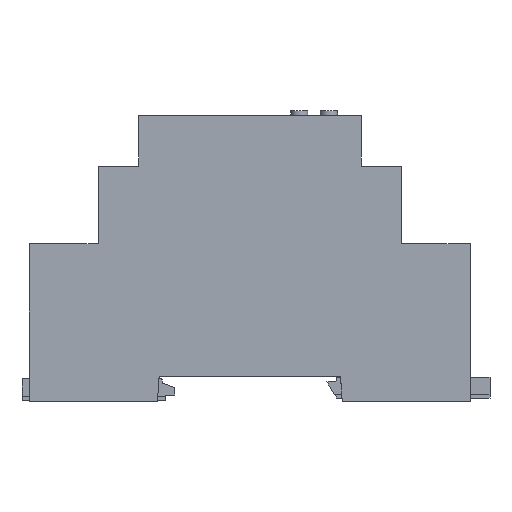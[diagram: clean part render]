
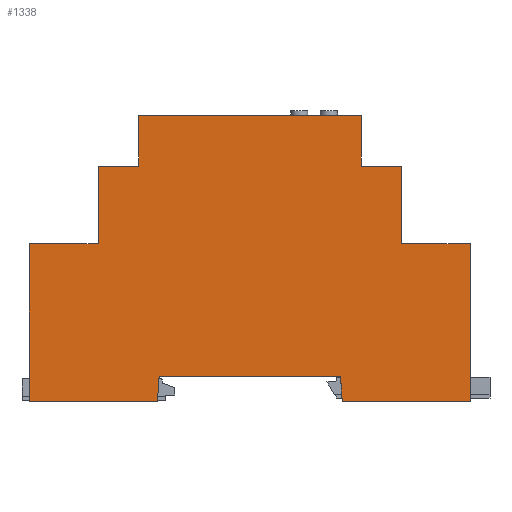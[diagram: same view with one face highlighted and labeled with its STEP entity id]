
A CAD part, left-side view. The second image highlights one B-rep face of the part: STEP entity #1338.
In plain terms, the highlighted planar face has unit normal (-1, 0, 0).
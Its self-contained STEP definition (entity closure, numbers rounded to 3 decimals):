
#1338=ADVANCED_FACE('',(#5725),#5727,.T.);
#5725=FACE_BOUND('',#5726,.T.);
#5726=EDGE_LOOP('',(#9674,#9675,#9676,#9677,#9678,#9679,#9680,#9681,#9682,#9683,
#9684,#9685,#9686,#9687,#9688,#9689));
#5727=PLANE('',#5728);
#5728=AXIS2_PLACEMENT_3D('',#5729,#5730,#5731);
#5729=CARTESIAN_POINT('',(-35.5,0.,0.));
#5730=DIRECTION('',(-1.,0.,0.));
#5731=DIRECTION('',(0.,0.,-1.));
#9674=ORIENTED_EDGE('',*,*,#12405,.T.);
#9675=ORIENTED_EDGE('',*,*,#12406,.T.);
#9676=ORIENTED_EDGE('',*,*,#12407,.T.);
#9677=ORIENTED_EDGE('',*,*,#12408,.T.);
#9678=ORIENTED_EDGE('',*,*,#12409,.T.);
#9679=ORIENTED_EDGE('',*,*,#12410,.T.);
#9680=ORIENTED_EDGE('',*,*,#12411,.T.);
#9681=ORIENTED_EDGE('',*,*,#12412,.T.);
#9682=ORIENTED_EDGE('',*,*,#12413,.T.);
#9683=ORIENTED_EDGE('',*,*,#12414,.T.);
#9684=ORIENTED_EDGE('',*,*,#12415,.T.);
#9685=ORIENTED_EDGE('',*,*,#12386,.T.);
#9686=ORIENTED_EDGE('',*,*,#12404,.T.);
#9687=ORIENTED_EDGE('',*,*,#12416,.T.);
#9688=ORIENTED_EDGE('',*,*,#12417,.T.);
#9689=ORIENTED_EDGE('',*,*,#12418,.T.);
#12386=EDGE_CURVE('',#14297,#14295,#14298,.T.);
#12404=EDGE_CURVE('',#14295,#14329,#14331,.T.);
#12405=EDGE_CURVE('',#14332,#14333,#14334,.T.);
#12406=EDGE_CURVE('',#14333,#14335,#14336,.T.);
#12407=EDGE_CURVE('',#14335,#14337,#14338,.T.);
#12408=EDGE_CURVE('',#14337,#14339,#14340,.T.);
#12409=EDGE_CURVE('',#14339,#14341,#14342,.T.);
#12410=EDGE_CURVE('',#14341,#14343,#14344,.T.);
#12411=EDGE_CURVE('',#14343,#14345,#14346,.T.);
#12412=EDGE_CURVE('',#14345,#14347,#14348,.T.);
#12413=EDGE_CURVE('',#14347,#14349,#14350,.T.);
#12414=EDGE_CURVE('',#14349,#14351,#14352,.T.);
#12415=EDGE_CURVE('',#14351,#14297,#14353,.T.);
#12416=EDGE_CURVE('',#14329,#14354,#14355,.T.);
#12417=EDGE_CURVE('',#14354,#14356,#14357,.T.);
#12418=EDGE_CURVE('',#14356,#14332,#14358,.T.);
#14295=VERTEX_POINT('',#17677);
#14297=VERTEX_POINT('',#17681);
#14298=LINE('',#17682,#17683);
#14329=VERTEX_POINT('',#17747);
#14331=LINE('',#17751,#17752);
#14332=VERTEX_POINT('',#17754);
#14333=VERTEX_POINT('',#17755);
#14334=LINE('',#17756,#17757);
#14335=VERTEX_POINT('',#17759);
#14336=LINE('',#17760,#17761);
#14337=VERTEX_POINT('',#17763);
#14338=LINE('',#17764,#17765);
#14339=VERTEX_POINT('',#17767);
#14340=LINE('',#17768,#17769);
#14341=VERTEX_POINT('',#17771);
#14342=LINE('',#17772,#17773);
#14343=VERTEX_POINT('',#17775);
#14344=LINE('',#17776,#17777);
#14345=VERTEX_POINT('',#17779);
#14346=LINE('',#17780,#17781);
#14347=VERTEX_POINT('',#17783);
#14348=LINE('',#17784,#17785);
#14349=VERTEX_POINT('',#17787);
#14350=LINE('',#17788,#17789);
#14351=VERTEX_POINT('',#17791);
#14352=LINE('',#17792,#17793);
#14353=LINE('',#17795,#17796);
#14354=VERTEX_POINT('',#17798);
#14355=LINE('',#17799,#17800);
#14356=VERTEX_POINT('',#17802);
#14357=LINE('',#17803,#17804);
#14358=LINE('',#17806,#17807);
#17677=CARTESIAN_POINT('',(-35.5,22.5,52.804));
#17681=CARTESIAN_POINT('',(-35.5,-22.5,52.804));
#17682=CARTESIAN_POINT('',(-35.5,-22.5,52.804));
#17683=VECTOR('',#17684,1.);
#17684=DIRECTION('',(0.,1.,0.));
#17747=CARTESIAN_POINT('',(-35.5,22.5,42.606));
#17751=CARTESIAN_POINT('',(-35.5,22.5,52.804));
#17752=VECTOR('',#17753,1.);
#17753=DIRECTION('',(0.,0.,-1.));
#17754=CARTESIAN_POINT('',(-35.5,44.6,26.878));
#17755=CARTESIAN_POINT('',(-35.5,44.6,-4.987));
#17756=CARTESIAN_POINT('',(-35.5,44.6,26.878));
#17757=VECTOR('',#17758,1.);
#17758=DIRECTION('',(0.,0.,-1.));
#17759=CARTESIAN_POINT('',(-35.5,18.7,-4.987));
#17760=CARTESIAN_POINT('',(-35.5,44.6,-4.987));
#17761=VECTOR('',#17762,1.);
#17762=DIRECTION('',(0.,-1.,0.));
#17763=CARTESIAN_POINT('',(-35.5,18.351,0.));
#17764=CARTESIAN_POINT('',(-35.5,18.7,-4.987));
#17765=VECTOR('',#17766,1.);
#17766=DIRECTION('',(0.,-0.07,0.998));
#17767=CARTESIAN_POINT('',(-35.5,-18.351,0.));
#17768=CARTESIAN_POINT('',(-35.5,18.351,0.));
#17769=VECTOR('',#17770,1.);
#17770=DIRECTION('',(0.,-1.,0.));
#17771=CARTESIAN_POINT('',(-35.5,-18.7,-4.987));
#17772=CARTESIAN_POINT('',(-35.5,-18.351,0.));
#17773=VECTOR('',#17774,1.);
#17774=DIRECTION('',(0.,-0.07,-0.998));
#17775=CARTESIAN_POINT('',(-35.5,-44.6,-4.987));
#17776=CARTESIAN_POINT('',(-35.5,-18.7,-4.987));
#17777=VECTOR('',#17778,1.);
#17778=DIRECTION('',(0.,-1.,0.));
#17779=CARTESIAN_POINT('',(-35.5,-44.6,26.878));
#17780=CARTESIAN_POINT('',(-35.5,-44.6,-4.987));
#17781=VECTOR('',#17782,1.);
#17782=DIRECTION('',(0.,0.,1.));
#17783=CARTESIAN_POINT('',(-35.5,-30.7,26.878));
#17784=CARTESIAN_POINT('',(-35.5,-44.6,26.878));
#17785=VECTOR('',#17786,1.);
#17786=DIRECTION('',(0.,1.,0.));
#17787=CARTESIAN_POINT('',(-35.5,-30.7,42.606));
#17788=CARTESIAN_POINT('',(-35.5,-30.7,26.878));
#17789=VECTOR('',#17790,1.);
#17790=DIRECTION('',(0.,0.,1.));
#17791=CARTESIAN_POINT('',(-35.5,-22.5,42.606));
#17792=CARTESIAN_POINT('',(-35.5,-30.7,42.606));
#17793=VECTOR('',#17794,1.);
#17794=DIRECTION('',(0.,1.,0.));
#17795=CARTESIAN_POINT('',(-35.5,-22.5,42.606));
#17796=VECTOR('',#17797,1.);
#17797=DIRECTION('',(0.,0.,1.));
#17798=CARTESIAN_POINT('',(-35.5,30.7,42.606));
#17799=CARTESIAN_POINT('',(-35.5,22.5,42.606));
#17800=VECTOR('',#17801,1.);
#17801=DIRECTION('',(0.,1.,0.));
#17802=CARTESIAN_POINT('',(-35.5,30.7,26.878));
#17803=CARTESIAN_POINT('',(-35.5,30.7,42.606));
#17804=VECTOR('',#17805,1.);
#17805=DIRECTION('',(0.,0.,-1.));
#17806=CARTESIAN_POINT('',(-35.5,30.7,26.878));
#17807=VECTOR('',#17808,1.);
#17808=DIRECTION('',(0.,1.,0.));
